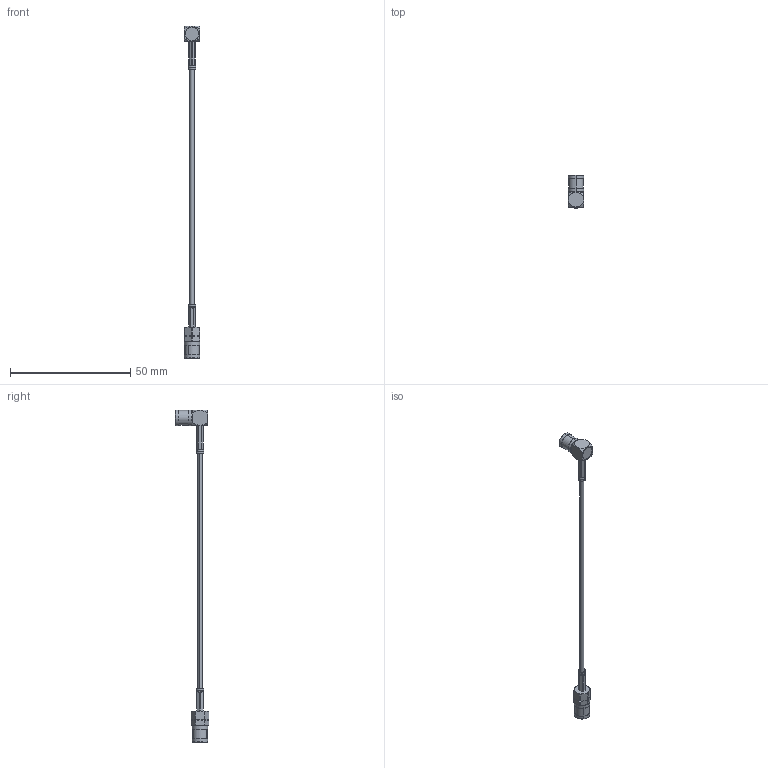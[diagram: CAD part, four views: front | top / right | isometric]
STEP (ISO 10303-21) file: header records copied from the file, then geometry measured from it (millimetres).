
FILE_DESCRIPTION (( 'STEP AP203' ), '1' );
FILE_NAME ('PE33356LF.step', '2018-10-15T18:28:05', ( '' ), ( '' ), 'SwSTEP 2.0', 'SolidWorks 2017', '' );
FILE_SCHEMA (( 'CONFIG_CONTROL_DESIGN' ));
Length unit declared in the file: inch
Products named in the file (4): PE4159_Crimped; PE4080_Crimped; PE33356LF; Coax Cable_RG178B-U
Assembly tree (3 placements, depth 2):
  PE33356LF
    Coax Cable_RG178B-U
    PE4159_Crimped
    PE4080_Crimped
Bounding box: 6.5 x 13.83 x 138.18 mm (x, y, z)
Volume: 1158.4 mm3; surface area: 2174 mm2
Topology: 7 solids, 7 shells, 349 faces, 884 edges, 572 vertices
Faces by surface type: plane 137, cylinder 132, cone 40, torus 32, bspline 8
Entity records: 13778 total; most frequent: CARTESIAN_POINT 5085, ORIENTED_EDGE 1768, DIRECTION 1694, EDGE_CURVE 884, AXIS2_PLACEMENT_3D 683, VERTEX_POINT 572, EDGE_LOOP 380, FACE_OUTER_BOUND 349
